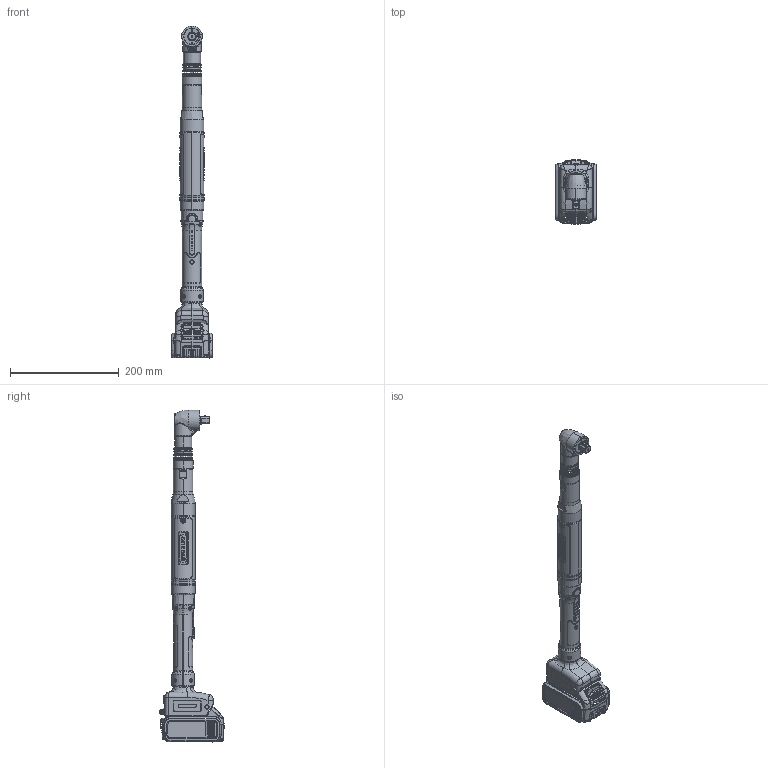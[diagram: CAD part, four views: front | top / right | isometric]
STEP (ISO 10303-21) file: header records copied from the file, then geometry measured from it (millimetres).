
FILE_DESCRIPTION((''),'2;1');
FILE_NAME('B23LA19-52','2016-01-11T',('TAS0721'),(''),'PRO/ENGINEER BY PARAMETRIC TECHNOLOGY CORPORATION, 2010430','PRO/ENGINEER BY PARAMETRIC TECHNOLOGY CORPORATION, 2010430','');
FILE_SCHEMA(('CONFIG_CONTROL_DESIGN'));
Products named in the file (1): B23LA19-52
Bounding box: 75.49 x 118.35 x 611.82 mm (x, y, z)
Surface area: 116229.6 mm2 (no closed solid volume)
Topology: 0 solids, 157 shells, 1108 faces, 5583 edges, 4440 vertices
Faces by surface type: bspline 330, cylinder 279, plane 188, cone 167, torus 117, extrusion 22, sphere 3, revolution 2
Entity records: 89480 total; most frequent: CARTESIAN_POINT 53068, ORIENTED_EDGE 7273, EDGE_CURVE 5581, DIRECTION 5437, VERTEX_POINT 4440, B_SPLINE_CURVE_WITH_KNOTS 2915, AXIS2_PLACEMENT_3D 1969, VECTOR 1497
